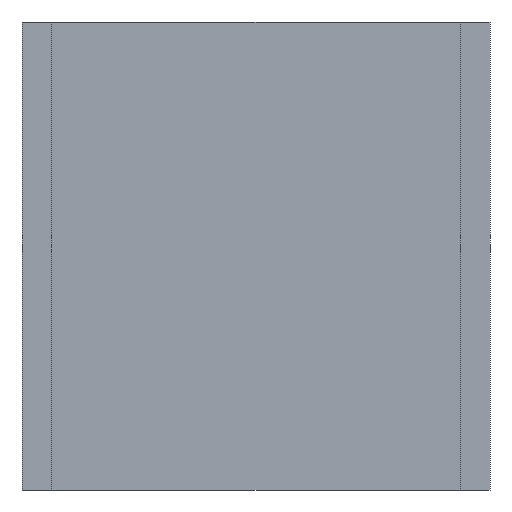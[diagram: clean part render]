
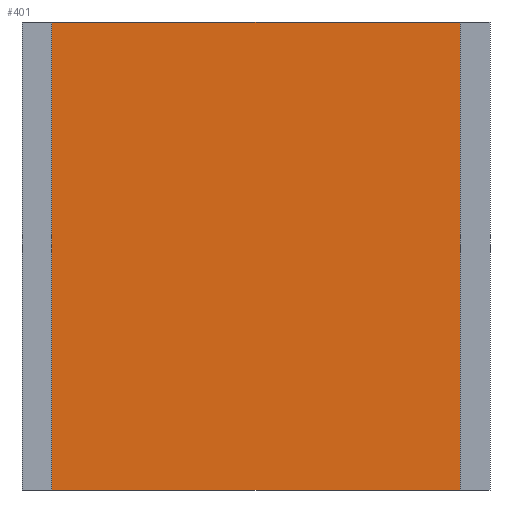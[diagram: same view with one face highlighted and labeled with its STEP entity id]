
A CAD part, front view. The second image highlights one B-rep face of the part: STEP entity #401.
In plain terms, the highlighted planar face has unit normal (0, -1, 0).
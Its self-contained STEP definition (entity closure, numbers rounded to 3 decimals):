
#401=ADVANCED_FACE('',(#487),#489,.F.);
#487=FACE_BOUND('',#488,.T.);
#488=EDGE_LOOP('',(#538,#539,#540,#541));
#489=PLANE('',#490);
#490=AXIS2_PLACEMENT_3D('',#491,#492,#493);
#491=CARTESIAN_POINT('',(0.,0.,0.));
#492=DIRECTION('',(-0.,1.,0.));
#493=DIRECTION('',(1.,0.,0.));
#538=ORIENTED_EDGE('',*,*,#564,.F.);
#539=ORIENTED_EDGE('',*,*,#561,.F.);
#540=ORIENTED_EDGE('',*,*,#558,.F.);
#541=ORIENTED_EDGE('',*,*,#554,.F.);
#554=EDGE_CURVE('',#586,#587,#588,.T.);
#558=EDGE_CURVE('',#587,#594,#595,.T.);
#561=EDGE_CURVE('',#594,#599,#600,.T.);
#564=EDGE_CURVE('',#599,#586,#604,.T.);
#586=VERTEX_POINT('',#650);
#587=VERTEX_POINT('',#651);
#588=LINE('',#652,#653);
#594=VERTEX_POINT('',#666);
#595=LINE('',#667,#668);
#599=VERTEX_POINT('',#677);
#600=LINE('',#678,#679);
#604=LINE('',#688,#689);
#650=CARTESIAN_POINT('',(-109.,0.,-125.));
#651=CARTESIAN_POINT('',(-109.,0.,125.));
#652=CARTESIAN_POINT('',(-109.,0.,-125.));
#653=VECTOR('',#654,1.);
#654=DIRECTION('',(0.,0.,1.));
#666=CARTESIAN_POINT('',(109.,0.,125.));
#667=CARTESIAN_POINT('',(-109.,0.,125.));
#668=VECTOR('',#669,1.);
#669=DIRECTION('',(1.,0.,0.));
#677=CARTESIAN_POINT('',(109.,0.,-125.));
#678=CARTESIAN_POINT('',(109.,0.,125.));
#679=VECTOR('',#680,1.);
#680=DIRECTION('',(0.,0.,-1.));
#688=CARTESIAN_POINT('',(109.,0.,-125.));
#689=VECTOR('',#690,1.);
#690=DIRECTION('',(-1.,0.,0.));
